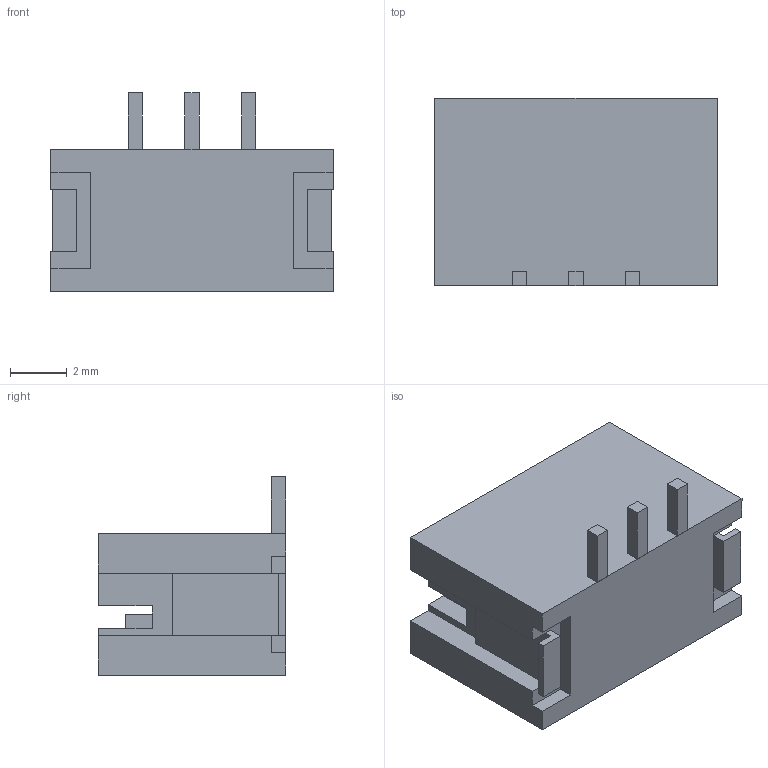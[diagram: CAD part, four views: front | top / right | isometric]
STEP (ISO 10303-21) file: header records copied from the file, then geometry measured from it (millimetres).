
FILE_DESCRIPTION(/* description */ (''),/* implementation_level */ '2;1');
FILE_NAME(/* name */ 'B3B-PH-SM4-TB.step',/* time_stamp */ '2025-08-29T18:26:53-07:00',/* author */ (''),/* organization */ (''),/* preprocessor_version */ 'ST-DEVELOPER v20.1',/* originating_system */ 'Autodesk Translation Framework v14.10.0.0',/* authorisation */ '');
FILE_SCHEMA (('AUTOMOTIVE_DESIGN { 1 0 10303 214 3 1 1 }'));
Length unit declared in the file: millimetre
Products named in the file (1): B3B-PH-SM4-TB
Bounding box: 9.95 x 6.6 x 7 mm (x, y, z)
Volume: 195.6 mm3; surface area: 483 mm2
Topology: 9 solids, 9 shells, 94 faces, 226 edges, 150 vertices
Faces by surface type: plane 94
Entity records: 2735 total; most frequent: CARTESIAN_POINT 471, ORIENTED_EDGE 452, DIRECTION 416, LINE 226, VECTOR 226, EDGE_CURVE 226, VERTEX_POINT 150, AXIS2_PLACEMENT_3D 95
